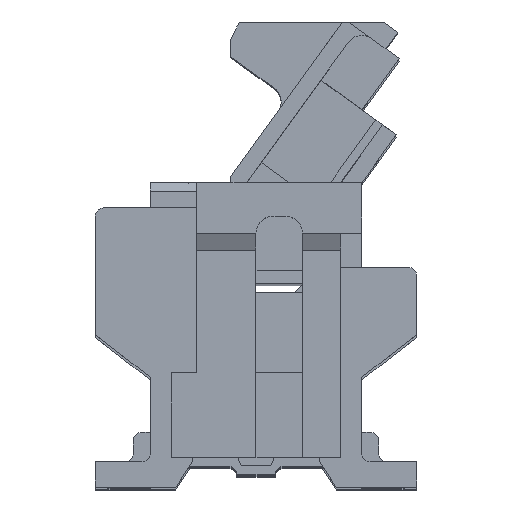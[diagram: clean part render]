
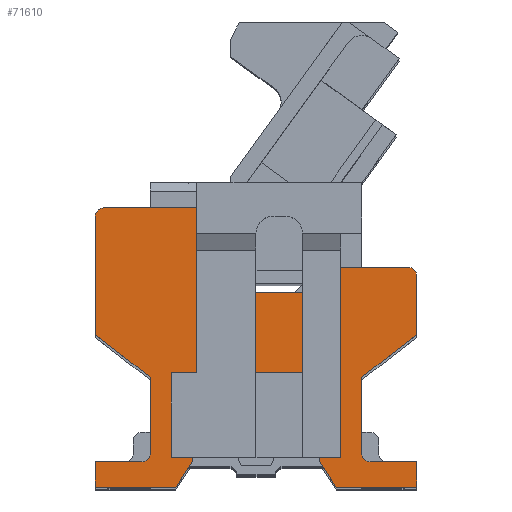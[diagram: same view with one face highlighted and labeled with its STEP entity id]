
A CAD part, top view. The second image highlights one B-rep face of the part: STEP entity #71610.
In plain terms, the highlighted planar face has unit normal (0, 0, 1).
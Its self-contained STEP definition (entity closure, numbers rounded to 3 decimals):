
#26370=CARTESIAN_POINT('',(-0.3,1.65,3.99));
#26380=VERTEX_POINT('',#26370);
#26410=CARTESIAN_POINT('',(-0.3,1.65,3.99));
#26420=DIRECTION('',(-1.,0.,0.));
#26430=VECTOR('',#26420,1.);
#26440=LINE('',#26410,#26430);
#26450=CARTESIAN_POINT('',(-1.35,1.65,3.99));
#26460=VERTEX_POINT('',#26450);
#26470=EDGE_CURVE('',#26380,#26460,#26440,.T.);
#29350=CARTESIAN_POINT('',(-2.,0.7,3.99));
#29360=VERTEX_POINT('',#29350);
#29390=CARTESIAN_POINT('',(-1.634,0.7,3.99));
#29400=DIRECTION('',(1.,0.,0.));
#29410=VECTOR('',#29400,1.);
#29420=LINE('',#29390,#29410);
#29430=CARTESIAN_POINT('',(0.,0.7,3.99));
#29440=VERTEX_POINT('',#29430);
#29450=EDGE_CURVE('',#29360,#29440,#29420,.T.);
#36150=CARTESIAN_POINT('',(0.,0.354,3.99));
#36160=DIRECTION('',(0.,-1.,0.));
#36170=VECTOR('',#36160,1.);
#36180=LINE('',#36150,#36170);
#36190=CARTESIAN_POINT('',(0.,-0.3,3.99));
#36200=VERTEX_POINT('',#36190);
#36210=EDGE_CURVE('',#29440,#36200,#36180,.T.);
#41520=CARTESIAN_POINT('',(-1.35,1.75,3.99));
#41530=DIRECTION('',(0.,0.,-1.));
#41540=DIRECTION('',(-1.,0.,0.));
#41550=AXIS2_PLACEMENT_3D('',#41520,#41530,#41540);
#41560=CIRCLE('',#41550,0.1);
#41570=CARTESIAN_POINT('',(-1.45,1.75,3.99));
#41580=VERTEX_POINT('',#41570);
#41590=EDGE_CURVE('',#26460,#41580,#41560,.T.);
#45020=CARTESIAN_POINT('',(-2.,-0.3,3.99));
#45030=VERTEX_POINT('',#45020);
#45060=CARTESIAN_POINT('',(-2.,0.354,3.99));
#45070=DIRECTION('',(0.,1.,0.));
#45080=VECTOR('',#45070,1.);
#45090=LINE('',#45060,#45080);
#45100=EDGE_CURVE('',#45030,#29360,#45090,.T.);
#48470=CARTESIAN_POINT('',(-2.8,2.55,3.99));
#48480=DIRECTION('',(0.,0.,-1.));
#48490=DIRECTION('',(-1.,0.,0.));
#48500=AXIS2_PLACEMENT_3D('',#48470,#48480,#48490);
#48510=CIRCLE('',#48500,0.1);
#48520=CARTESIAN_POINT('',(-2.9,2.55,3.99));
#48530=VERTEX_POINT('',#48520);
#48540=CARTESIAN_POINT('',(-2.8,2.65,3.99));
#48550=VERTEX_POINT('',#48540);
#48560=EDGE_CURVE('',#48530,#48550,#48510,.T.);
#63480=CARTESIAN_POINT('',(-2.25,0.65,3.99));
#63490=DIRECTION('',(-0.793,0.61,0.));
#63500=VECTOR('',#63490,1.);
#63510=LINE('',#63480,#63500);
#63520=CARTESIAN_POINT('',(-2.25,0.65,3.99));
#63530=VERTEX_POINT('',#63520);
#63540=CARTESIAN_POINT('',(-2.9,1.15,3.99));
#63550=VERTEX_POINT('',#63540);
#63560=EDGE_CURVE('',#63530,#63550,#63510,.T.);
#64020=CARTESIAN_POINT('',(-1.75,-0.35,3.99));
#64030=VERTEX_POINT('',#64020);
#64060=CARTESIAN_POINT('',(-1.75,-0.3,3.99));
#64070=DIRECTION('',(0.,1.,0.));
#64080=VECTOR('',#64070,1.);
#64090=LINE('',#64060,#64080);
#64100=CARTESIAN_POINT('',(-1.75,-0.3,3.99));
#64110=VERTEX_POINT('',#64100);
#64120=EDGE_CURVE('',#64030,#64110,#64090,.T.);
#64320=CARTESIAN_POINT('',(-2.9,-0.65,3.99));
#64330=VERTEX_POINT('',#64320);
#64380=CARTESIAN_POINT('',(-0.3,-0.65,3.99));
#64390=DIRECTION('',(-1.,0.,0.));
#64400=VECTOR('',#64390,1.);
#64410=LINE('',#64380,#64400);
#64420=CARTESIAN_POINT('',(-1.95,-0.65,3.99));
#64430=VERTEX_POINT('',#64420);
#64440=EDGE_CURVE('',#64430,#64330,#64410,.T.);
#64900=CARTESIAN_POINT('',(-0.3,1.95,3.99));
#64910=DIRECTION('',(-1.,0.,0.));
#64920=VECTOR('',#64910,1.);
#64930=LINE('',#64900,#64920);
#64940=CARTESIAN_POINT('',(0.8,1.95,3.99));
#64950=VERTEX_POINT('',#64940);
#64960=CARTESIAN_POINT('',(-0.1,1.95,3.99));
#64970=VERTEX_POINT('',#64960);
#64980=EDGE_CURVE('',#64950,#64970,#64930,.T.);
#65410=CARTESIAN_POINT('',(-1.45,2.65,3.99));
#65420=VERTEX_POINT('',#65410);
#65450=CARTESIAN_POINT('',(-0.3,2.65,3.99));
#65460=DIRECTION('',(-1.,0.,0.));
#65470=VECTOR('',#65460,1.);
#65480=LINE('',#65450,#65470);
#65490=EDGE_CURVE('',#65420,#48550,#65480,.T.);
#66640=CARTESIAN_POINT('',(-2.35,-0.35,3.99));
#66650=VERTEX_POINT('',#66640);
#66680=CARTESIAN_POINT('',(-0.3,-0.35,3.99));
#66690=DIRECTION('',(-1.,0.,0.));
#66700=VECTOR('',#66690,1.);
#66710=LINE('',#66680,#66700);
#66720=CARTESIAN_POINT('',(-2.9,-0.35,3.99));
#66730=VERTEX_POINT('',#66720);
#66740=EDGE_CURVE('',#66650,#66730,#66710,.T.);
#67000=CARTESIAN_POINT('',(-0.1,1.85,3.99));
#67010=DIRECTION('',(0.,0.,-1.));
#67020=DIRECTION('',(-1.,0.,0.));
#67030=AXIS2_PLACEMENT_3D('',#67000,#67010,#67020);
#67040=CIRCLE('',#67030,0.1);
#67050=CARTESIAN_POINT('',(-0.2,1.85,3.99));
#67060=VERTEX_POINT('',#67050);
#67070=EDGE_CURVE('',#67060,#64970,#67040,.T.);
#67830=CARTESIAN_POINT('',(-2.9,-0.3,3.99));
#67840=DIRECTION('',(0.,1.,0.));
#67850=VECTOR('',#67840,1.);
#67860=LINE('',#67830,#67850);
#67870=EDGE_CURVE('',#64330,#66730,#67860,.T.);
#68090=CARTESIAN_POINT('',(0.9,-0.35,3.99));
#68100=VERTEX_POINT('',#68090);
#68130=CARTESIAN_POINT('',(-1.7,-0.35,3.99));
#68140=DIRECTION('',(1.,0.,0.));
#68150=VECTOR('',#68140,1.);
#68160=LINE('',#68130,#68150);
#68170=CARTESIAN_POINT('',(0.35,-0.35,3.99));
#68180=VERTEX_POINT('',#68170);
#68190=EDGE_CURVE('',#68180,#68100,#68160,.T.);
#68350=CARTESIAN_POINT('',(0.9,-0.3,3.99));
#68360=DIRECTION('',(0.,1.,0.));
#68370=VECTOR('',#68360,1.);
#68380=LINE('',#68350,#68370);
#68390=CARTESIAN_POINT('',(0.9,1.15,3.99));
#68400=VERTEX_POINT('',#68390);
#68410=CARTESIAN_POINT('',(0.9,1.85,3.99));
#68420=VERTEX_POINT('',#68410);
#68430=EDGE_CURVE('',#68400,#68420,#68380,.T.);
#69100=CARTESIAN_POINT('',(0.8,1.85,3.99));
#69110=DIRECTION('',(0.,0.,-1.));
#69120=DIRECTION('',(-1.,0.,0.));
#69130=AXIS2_PLACEMENT_3D('',#69100,#69110,#69120);
#69140=CIRCLE('',#69130,0.1);
#69150=EDGE_CURVE('',#64950,#68420,#69140,.T.);
#69260=CARTESIAN_POINT('',(0.25,0.65,3.99));
#69270=DIRECTION('',(0.793,0.61,0.));
#69280=VECTOR('',#69270,1.);
#69290=LINE('',#69260,#69280);
#69300=CARTESIAN_POINT('',(0.25,0.65,3.99));
#69310=VERTEX_POINT('',#69300);
#69320=EDGE_CURVE('',#69310,#68400,#69290,.T.);
#69540=CARTESIAN_POINT('',(-0.25,-0.35,3.99));
#69550=VERTEX_POINT('',#69540);
#69580=CARTESIAN_POINT('',(-0.05,-0.65,3.99));
#69590=DIRECTION('',(-0.555,0.832,0.));
#69600=VECTOR('',#69590,1.);
#69610=LINE('',#69580,#69600);
#69620=CARTESIAN_POINT('',(-0.05,-0.65,3.99));
#69630=VERTEX_POINT('',#69620);
#69640=EDGE_CURVE('',#69630,#69550,#69610,.T.);
#69830=CARTESIAN_POINT('',(-1.45,-0.3,3.99));
#69840=DIRECTION('',(0.,1.,0.));
#69850=VECTOR('',#69840,1.);
#69860=LINE('',#69830,#69850);
#69870=EDGE_CURVE('',#41580,#65420,#69860,.T.);
#70000=CARTESIAN_POINT('',(-0.2,-0.3,3.99));
#70010=DIRECTION('',(0.,1.,0.));
#70020=VECTOR('',#70010,1.);
#70030=LINE('',#70000,#70020);
#70040=CARTESIAN_POINT('',(-0.2,1.75,3.99));
#70050=VERTEX_POINT('',#70040);
#70060=EDGE_CURVE('',#70050,#67060,#70030,.T.);
#70220=CARTESIAN_POINT('',(-0.3,1.75,3.99));
#70230=DIRECTION('',(0.,0.,-1.));
#70240=DIRECTION('',(-1.,0.,0.));
#70250=AXIS2_PLACEMENT_3D('',#70220,#70230,#70240);
#70260=CIRCLE('',#70250,0.1);
#70270=EDGE_CURVE('',#70050,#26380,#70260,.T.);
#70530=CARTESIAN_POINT('',(-2.25,-0.25,3.99));
#70540=VERTEX_POINT('',#70530);
#70570=CARTESIAN_POINT('',(-2.35,-0.25,3.99));
#70580=DIRECTION('',(0.,0.,-1.));
#70590=DIRECTION('',(-1.,0.,0.));
#70600=AXIS2_PLACEMENT_3D('',#70570,#70580,#70590);
#70610=CIRCLE('',#70600,0.1);
#70620=EDGE_CURVE('',#70540,#66650,#70610,.T.);
#70680=CARTESIAN_POINT('',(0.151,1.185,3.99));
#70690=DIRECTION('',(0.,0.,1.));
#70700=DIRECTION('',(1.,0.,0.));
#70710=AXIS2_PLACEMENT_3D('',#70680,#70690,#70700);
#70720=PLANE('',#70710);
#70730=CARTESIAN_POINT('',(-2.9,-0.3,3.99));
#70740=DIRECTION('',(0.,1.,0.));
#70750=VECTOR('',#70740,1.);
#70760=LINE('',#70730,#70750);
#70770=EDGE_CURVE('',#63550,#48530,#70760,.T.);
#70780=ORIENTED_EDGE('',*,*,#70770,.F.);
#70790=ORIENTED_EDGE('',*,*,#48560,.F.);
#70800=ORIENTED_EDGE('',*,*,#65490,.T.);
#70810=ORIENTED_EDGE('',*,*,#69870,.T.);
#70820=ORIENTED_EDGE('',*,*,#41590,.T.);
#70830=ORIENTED_EDGE('',*,*,#26470,.T.);
#70840=ORIENTED_EDGE('',*,*,#70270,.T.);
#70850=ORIENTED_EDGE('',*,*,#70060,.F.);
#70860=ORIENTED_EDGE('',*,*,#67070,.F.);
#70870=ORIENTED_EDGE('',*,*,#64980,.T.);
#70880=ORIENTED_EDGE('',*,*,#69150,.F.);
#70890=ORIENTED_EDGE('',*,*,#68430,.T.);
#70900=ORIENTED_EDGE('',*,*,#69320,.T.);
#70910=CARTESIAN_POINT('',(0.25,-0.3,3.99));
#70920=DIRECTION('',(0.,1.,0.));
#70930=VECTOR('',#70920,1.);
#70940=LINE('',#70910,#70930);
#70950=CARTESIAN_POINT('',(0.25,-0.25,3.99));
#70960=VERTEX_POINT('',#70950);
#70970=EDGE_CURVE('',#70960,#69310,#70940,.T.);
#70980=ORIENTED_EDGE('',*,*,#70970,.T.);
#70990=CARTESIAN_POINT('',(0.35,-0.25,3.99));
#71000=DIRECTION('',(0.,0.,1.));
#71010=DIRECTION('',(1.,0.,0.));
#71020=AXIS2_PLACEMENT_3D('',#70990,#71000,#71010);
#71030=CIRCLE('',#71020,0.1);
#71040=EDGE_CURVE('',#70960,#68180,#71030,.T.);
#71050=ORIENTED_EDGE('',*,*,#71040,.F.);
#71060=ORIENTED_EDGE('',*,*,#68190,.F.);
#71070=CARTESIAN_POINT('',(0.9,-0.3,3.99));
#71080=DIRECTION('',(0.,1.,0.));
#71090=VECTOR('',#71080,1.);
#71100=LINE('',#71070,#71090);
#71110=CARTESIAN_POINT('',(0.9,-0.65,3.99));
#71120=VERTEX_POINT('',#71110);
#71130=EDGE_CURVE('',#71120,#68100,#71100,.T.);
#71140=ORIENTED_EDGE('',*,*,#71130,.T.);
#71150=CARTESIAN_POINT('',(-1.7,-0.65,3.99));
#71160=DIRECTION('',(1.,0.,0.));
#71170=VECTOR('',#71160,1.);
#71180=LINE('',#71150,#71170);
#71190=EDGE_CURVE('',#69630,#71120,#71180,.T.);
#71200=ORIENTED_EDGE('',*,*,#71190,.T.);
#71210=ORIENTED_EDGE('',*,*,#69640,.F.);
#71220=CARTESIAN_POINT('',(-0.25,-0.3,3.99));
#71230=DIRECTION('',(0.,1.,0.));
#71240=VECTOR('',#71230,1.);
#71250=LINE('',#71220,#71240);
#71260=CARTESIAN_POINT('',(-0.25,-0.3,3.99));
#71270=VERTEX_POINT('',#71260);
#71280=EDGE_CURVE('',#69550,#71270,#71250,.T.);
#71290=ORIENTED_EDGE('',*,*,#71280,.F.);
#71300=CARTESIAN_POINT('',(-1.634,-0.3,3.99));
#71310=DIRECTION('',(1.,0.,0.));
#71320=VECTOR('',#71310,1.);
#71330=LINE('',#71300,#71320);
#71340=EDGE_CURVE('',#71270,#36200,#71330,.T.);
#71350=ORIENTED_EDGE('',*,*,#71340,.F.);
#71360=ORIENTED_EDGE('',*,*,#36210,.T.);
#71370=ORIENTED_EDGE('',*,*,#29450,.T.);
#71380=ORIENTED_EDGE('',*,*,#45100,.T.);
#71390=EDGE_CURVE('',#45030,#64110,#71330,.T.);
#71400=ORIENTED_EDGE('',*,*,#71390,.F.);
#71410=ORIENTED_EDGE('',*,*,#64120,.T.);
#71420=CARTESIAN_POINT('',(-1.95,-0.65,3.99));
#71430=DIRECTION('',(0.555,0.832,0.));
#71440=VECTOR('',#71430,1.);
#71450=LINE('',#71420,#71440);
#71460=EDGE_CURVE('',#64430,#64030,#71450,.T.);
#71470=ORIENTED_EDGE('',*,*,#71460,.T.);
#71480=ORIENTED_EDGE('',*,*,#64440,.F.);
#71490=ORIENTED_EDGE('',*,*,#67870,.F.);
#71500=ORIENTED_EDGE('',*,*,#66740,.T.);
#71510=ORIENTED_EDGE('',*,*,#70620,.T.);
#71520=CARTESIAN_POINT('',(-2.25,-0.3,3.99));
#71530=DIRECTION('',(0.,1.,0.));
#71540=VECTOR('',#71530,1.);
#71550=LINE('',#71520,#71540);
#71560=EDGE_CURVE('',#70540,#63530,#71550,.T.);
#71570=ORIENTED_EDGE('',*,*,#71560,.F.);
#71580=ORIENTED_EDGE('',*,*,#63560,.F.);
#71590=EDGE_LOOP('',(#71580,#71570,#71510,#71500,#71490,#71480,#71470,
#71410,#71400,#71380,#71370,#71360,#71350,#71290,#71210,#71200,#71140,
#71060,#71050,#70980,#70900,#70890,#70880,#70870,#70860,#70850,#70840,
#70830,#70820,#70810,#70800,#70790,#70780));
#71600=FACE_OUTER_BOUND('',#71590,.T.);
#71610=ADVANCED_FACE('',(#71600),#70720,.T.);
